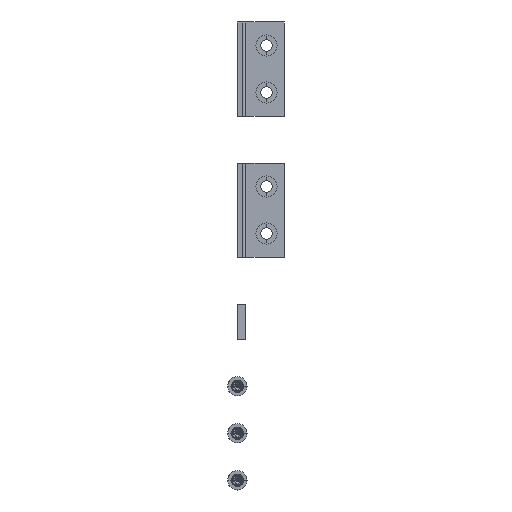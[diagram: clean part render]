
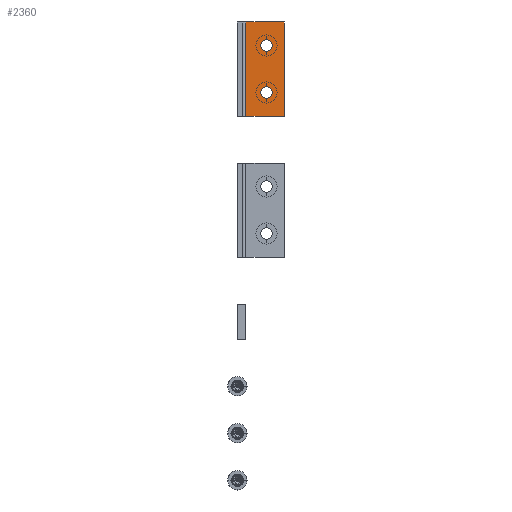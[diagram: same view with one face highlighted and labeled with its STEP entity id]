
A CAD part, left-side view. The second image highlights one B-rep face of the part: STEP entity #2360.
In plain terms, the highlighted planar face has unit normal (-1, 0, 0).
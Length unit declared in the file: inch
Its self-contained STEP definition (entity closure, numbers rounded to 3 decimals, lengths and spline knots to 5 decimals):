
#130 = VECTOR ( 'NONE', #1584, 39.37008 ) ;
#211 = ORIENTED_EDGE ( 'NONE', *, *, #4578, .F. ) ;
#406 = CARTESIAN_POINT ( 'NONE',  ( 1.44, -0.06, 0.18966 ) ) ;
#421 = CARTESIAN_POINT ( 'NONE',  ( 1.44, -0.25, -0.5 ) ) ;
#522 = AXIS2_PLACEMENT_3D ( 'NONE', #1843, #4885, #3877 ) ;
#753 = VECTOR ( 'NONE', #5983, 39.37008 ) ;
#778 = CIRCLE ( 'NONE', #2194, 0.06034 ) ;
#816 = CARTESIAN_POINT ( 'NONE',  ( 1.44, -0.06, -0.25 ) ) ;
#841 = CARTESIAN_POINT ( 'NONE',  ( 1.44, 0.159, 0.5 ) ) ;
#945 = LINE ( 'NONE', #5713, #4226 ) ;
#1045 = VERTEX_POINT ( 'NONE', #3584 ) ;
#1121 = AXIS2_PLACEMENT_3D ( 'NONE', #4262, #6343, #3755 ) ;
#1375 = ORIENTED_EDGE ( 'NONE', *, *, #5962, .T. ) ;
#1382 = DIRECTION ( 'NONE',  ( 1., 0., 0. ) ) ;
#1441 = DIRECTION ( 'NONE',  ( 0., -1., 0. ) ) ;
#1523 = CARTESIAN_POINT ( 'NONE',  ( 1.44, 0.159, -0.5 ) ) ;
#1584 = DIRECTION ( 'NONE',  ( 0., -1., 0. ) ) ;
#1610 = EDGE_CURVE ( 'NONE', #4948, #4316, #6671, .T. ) ;
#1843 = CARTESIAN_POINT ( 'NONE',  ( 1.44, 0.25, 0.5 ) ) ;
#1993 = DIRECTION ( 'NONE',  ( 0., 0., -1. ) ) ;
#2065 = EDGE_CURVE ( 'NONE', #1045, #5903, #2071, .T. ) ;
#2071 = CIRCLE ( 'NONE', #3165, 0.06034 ) ;
#2194 = AXIS2_PLACEMENT_3D ( 'NONE', #4215, #2647, #6262 ) ;
#2233 = VERTEX_POINT ( 'NONE', #421 ) ;
#2360 = ADVANCED_FACE ( 'NONE', ( #2431, #5021, #3357 ), #6492, .F. ) ;
#2431 = FACE_BOUND ( 'NONE', #6001, .T. ) ;
#2459 = CARTESIAN_POINT ( 'NONE',  ( 1.44, -0.25, 0.5 ) ) ;
#2575 = ORIENTED_EDGE ( 'NONE', *, *, #3279, .T. ) ;
#2610 = VERTEX_POINT ( 'NONE', #2459 ) ;
#2647 = DIRECTION ( 'NONE',  ( 1., 0., 0. ) ) ;
#2674 = CARTESIAN_POINT ( 'NONE',  ( 1.44, 0.25, -0.5 ) ) ;
#3165 = AXIS2_PLACEMENT_3D ( 'NONE', #6603, #1382, #3468 ) ;
#3279 = EDGE_CURVE ( 'NONE', #5903, #1045, #6676, .T. ) ;
#3357 = FACE_OUTER_BOUND ( 'NONE', #3629, .T. ) ;
#3454 = EDGE_CURVE ( 'NONE', #4572, #2233, #5161, .T. ) ;
#3468 = DIRECTION ( 'NONE',  ( 0., 0., -1. ) ) ;
#3573 = ORIENTED_EDGE ( 'NONE', *, *, #1610, .T. ) ;
#3584 = CARTESIAN_POINT ( 'NONE',  ( 1.44, -0.06, -0.31034 ) ) ;
#3629 = EDGE_LOOP ( 'NONE', ( #4363, #5729, #211, #5794 ) ) ;
#3675 = CARTESIAN_POINT ( 'NONE',  ( 1.44, 0.159, 0.5 ) ) ;
#3755 = DIRECTION ( 'NONE',  ( 0., 0., -1. ) ) ;
#3877 = DIRECTION ( 'NONE',  ( 0., 0., -1. ) ) ;
#4002 = CARTESIAN_POINT ( 'NONE',  ( 1.44, 0.25, 0.5 ) ) ;
#4044 = ORIENTED_EDGE ( 'NONE', *, *, #2065, .T. ) ;
#4052 = DIRECTION ( 'NONE',  ( 1., 0., 0. ) ) ;
#4215 = CARTESIAN_POINT ( 'NONE',  ( 1.44, -0.06, 0.25 ) ) ;
#4226 = VECTOR ( 'NONE', #6644, 39.37008 ) ;
#4262 = CARTESIAN_POINT ( 'NONE',  ( 1.44, -0.06, 0.25 ) ) ;
#4316 = VERTEX_POINT ( 'NONE', #4697 ) ;
#4363 = ORIENTED_EDGE ( 'NONE', *, *, #5694, .F. ) ;
#4572 = VERTEX_POINT ( 'NONE', #1523 ) ;
#4578 = EDGE_CURVE ( 'NONE', #2610, #2233, #945, .T. ) ;
#4697 = CARTESIAN_POINT ( 'NONE',  ( 1.44, -0.06, 0.31034 ) ) ;
#4885 = DIRECTION ( 'NONE',  ( 1., 0., 0. ) ) ;
#4927 = AXIS2_PLACEMENT_3D ( 'NONE', #816, #4052, #1993 ) ;
#4948 = VERTEX_POINT ( 'NONE', #406 ) ;
#5021 = FACE_BOUND ( 'NONE', #5763, .T. ) ;
#5031 = EDGE_CURVE ( 'NONE', #6051, #2610, #6660, .T. ) ;
#5161 = LINE ( 'NONE', #2674, #130 ) ;
#5694 = EDGE_CURVE ( 'NONE', #4572, #6051, #6578, .T. ) ;
#5713 = CARTESIAN_POINT ( 'NONE',  ( 1.44, -0.25, 0.5 ) ) ;
#5729 = ORIENTED_EDGE ( 'NONE', *, *, #3454, .T. ) ;
#5763 = EDGE_LOOP ( 'NONE', ( #4044, #2575 ) ) ;
#5794 = ORIENTED_EDGE ( 'NONE', *, *, #5031, .F. ) ;
#5858 = VECTOR ( 'NONE', #1441, 39.37008 ) ;
#5903 = VERTEX_POINT ( 'NONE', #6129 ) ;
#5962 = EDGE_CURVE ( 'NONE', #4316, #4948, #778, .T. ) ;
#5983 = DIRECTION ( 'NONE',  ( 0., 0., 1. ) ) ;
#6001 = EDGE_LOOP ( 'NONE', ( #3573, #1375 ) ) ;
#6051 = VERTEX_POINT ( 'NONE', #3675 ) ;
#6129 = CARTESIAN_POINT ( 'NONE',  ( 1.44, -0.06, -0.18966 ) ) ;
#6262 = DIRECTION ( 'NONE',  ( 0., 0., -1. ) ) ;
#6343 = DIRECTION ( 'NONE',  ( 1., 0., 0. ) ) ;
#6492 = PLANE ( 'NONE',  #522 ) ;
#6578 = LINE ( 'NONE', #841, #753 ) ;
#6603 = CARTESIAN_POINT ( 'NONE',  ( 1.44, -0.06, -0.25 ) ) ;
#6644 = DIRECTION ( 'NONE',  ( 0., 0., -1. ) ) ;
#6660 = LINE ( 'NONE', #4002, #5858 ) ;
#6671 = CIRCLE ( 'NONE', #1121, 0.06034 ) ;
#6676 = CIRCLE ( 'NONE', #4927, 0.06034 ) ;
